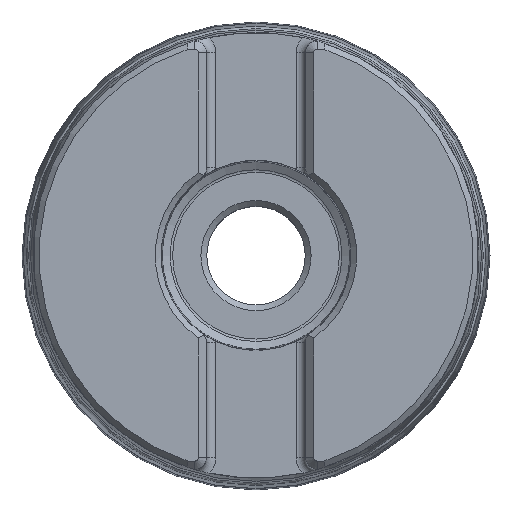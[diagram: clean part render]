
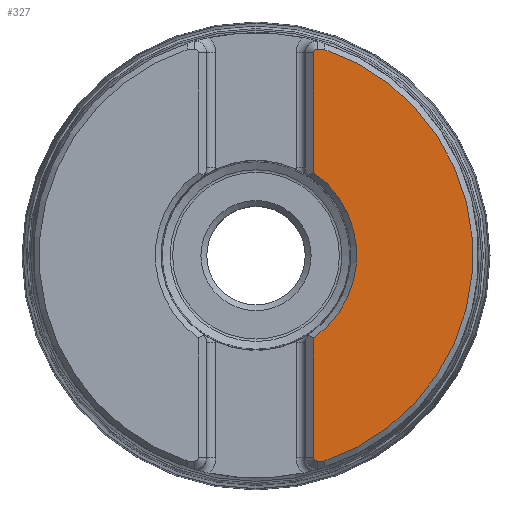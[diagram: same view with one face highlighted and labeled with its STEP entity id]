
A CAD part, top view. The second image highlights one B-rep face of the part: STEP entity #327.
In plain terms, the highlighted planar face has unit normal (0, 0, 1).
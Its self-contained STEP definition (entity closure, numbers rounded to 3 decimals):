
#106=PLANE('',#1729);
#125=FACE_OUTER_BOUND('',#735,.T.);
#175=LINE('',#2734,#223);
#176=LINE('',#2739,#224);
#177=LINE('',#2743,#225);
#178=LINE('',#2747,#226);
#223=VECTOR('',#2000,1.);
#224=VECTOR('',#2003,1.);
#225=VECTOR('',#2006,1.);
#226=VECTOR('',#2009,1.);
#327=ADVANCED_FACE('',(#125),#106,.T.);
#735=EDGE_LOOP('',(#917,#918,#919,#920,#921,#922,#923,#924));
#917=ORIENTED_EDGE('',*,*,#1418,.F.);
#918=ORIENTED_EDGE('',*,*,#1419,.T.);
#919=ORIENTED_EDGE('',*,*,#1420,.F.);
#920=ORIENTED_EDGE('',*,*,#1421,.F.);
#921=ORIENTED_EDGE('',*,*,#1422,.F.);
#922=ORIENTED_EDGE('',*,*,#1423,.T.);
#923=ORIENTED_EDGE('',*,*,#1424,.F.);
#924=ORIENTED_EDGE('',*,*,#1425,.F.);
#1273=VERTEX_POINT('',#2735);
#1274=VERTEX_POINT('',#2736);
#1275=VERTEX_POINT('',#2738);
#1276=VERTEX_POINT('',#2740);
#1277=VERTEX_POINT('',#2742);
#1278=VERTEX_POINT('',#2744);
#1279=VERTEX_POINT('',#2746);
#1280=VERTEX_POINT('',#2748);
#1418=EDGE_CURVE('',#1273,#1274,#175,.T.);
#1419=EDGE_CURVE('',#1273,#1275,#1613,.T.);
#1420=EDGE_CURVE('',#1276,#1275,#176,.T.);
#1421=EDGE_CURVE('',#1277,#1276,#1614,.T.);
#1422=EDGE_CURVE('',#1278,#1277,#177,.T.);
#1423=EDGE_CURVE('',#1278,#1279,#1615,.T.);
#1424=EDGE_CURVE('',#1280,#1279,#178,.T.);
#1425=EDGE_CURVE('',#1274,#1280,#1616,.T.);
#1613=CIRCLE('',#1725,18.5);
#1614=CIRCLE('',#1726,0.3);
#1615=CIRCLE('',#1727,8.599);
#1616=CIRCLE('',#1728,0.3);
#1725=AXIS2_PLACEMENT_3D('',#2737,#2001,#2002);
#1726=AXIS2_PLACEMENT_3D('',#2741,#2004,#2005);
#1727=AXIS2_PLACEMENT_3D('',#2745,#2007,#2008);
#1728=AXIS2_PLACEMENT_3D('',#2749,#2010,#2011);
#1729=AXIS2_PLACEMENT_3D('',#2750,#2012,#2013);
#2000=DIRECTION('',(-1.,0.,0.));
#2001=DIRECTION('',(0.,0.,1.));
#2002=DIRECTION('',(1.,0.,0.));
#2003=DIRECTION('',(1.,0.,0.));
#2004=DIRECTION('',(0.,0.,-1.));
#2005=DIRECTION('',(-1.,0.,0.));
#2006=DIRECTION('',(0.,1.,0.));
#2007=DIRECTION('',(0.,0.,-1.));
#2008=DIRECTION('',(-1.,0.,0.));
#2009=DIRECTION('',(0.,1.,0.));
#2010=DIRECTION('',(0.,0.,-1.));
#2011=DIRECTION('',(-1.,0.,0.));
#2012=DIRECTION('',(0.,0.,1.));
#2013=DIRECTION('',(1.,0.,0.));
#2734=CARTESIAN_POINT('',(5.222,-17.568,0.));
#2735=CARTESIAN_POINT('',(5.797,-17.568,0.));
#2736=CARTESIAN_POINT('',(5.222,-17.568,0.));
#2737=CARTESIAN_POINT('',(0.,0.,0.));
#2738=CARTESIAN_POINT('',(5.797,17.568,0.));
#2739=CARTESIAN_POINT('',(5.222,17.568,0.));
#2740=CARTESIAN_POINT('',(5.223,17.568,0.));
#2741=CARTESIAN_POINT('',(5.223,17.268,0.));
#2742=CARTESIAN_POINT('',(4.923,17.268,0.));
#2743=CARTESIAN_POINT('',(4.923,-17.268,0.));
#2744=CARTESIAN_POINT('',(4.923,7.051,0.));
#2745=CARTESIAN_POINT('',(0.,0.,0.));
#2746=CARTESIAN_POINT('',(4.923,-7.051,0.));
#2747=CARTESIAN_POINT('',(4.923,-17.268,0.));
#2748=CARTESIAN_POINT('',(4.923,-17.268,0.));
#2749=CARTESIAN_POINT('',(5.222,-17.268,0.));
#2750=CARTESIAN_POINT('',(19.,0.,0.));
